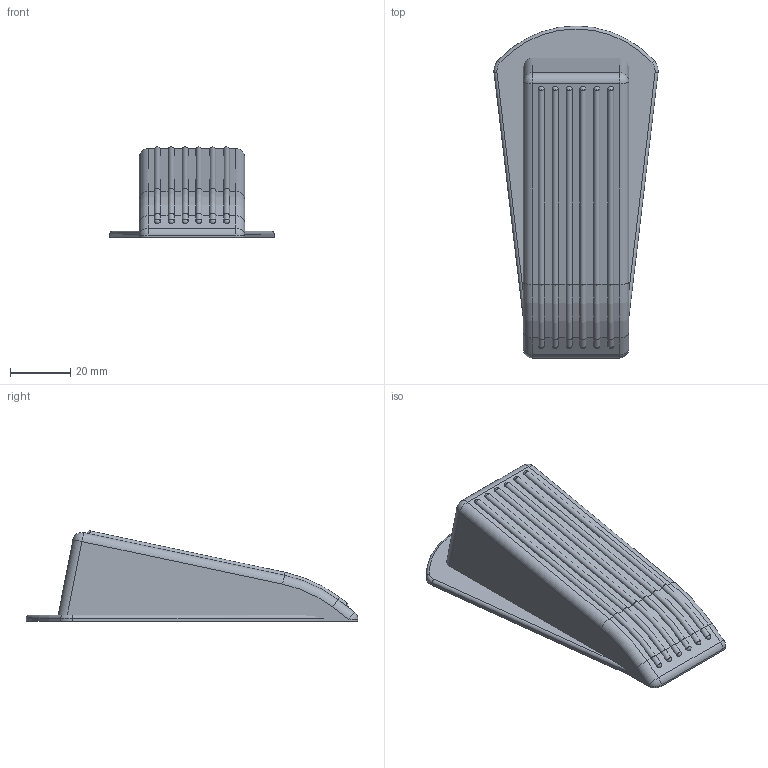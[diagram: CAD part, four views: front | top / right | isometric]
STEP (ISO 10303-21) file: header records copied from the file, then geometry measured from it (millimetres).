
FILE_DESCRIPTION(/* description */ (''),/* implementation_level */ '2;1');
FILE_NAME(/* name */ 'Day 8 - Rubber Door Stopper v2.step',/* time_stamp */ '2025-10-16T20:56:16-04:00',/* author */ (''),/* organization */ (''),/* preprocessor_version */ 'ST-DEVELOPER v20.1',/* originating_system */ 'Autodesk Translation Framework v14.10.0.0',/* authorisation */ '');
FILE_SCHEMA (('AUTOMOTIVE_DESIGN { 1 0 10303 214 3 1 1 }'));
Length unit declared in the file: millimetre
Products named in the file (1): Day 8 - Rubber Door Stopper
Bounding box: 54.54 x 110.29 x 29.95 mm (x, y, z)
Volume: 18560.8 mm3; surface area: 19717.5 mm2
Topology: 2 solids, 2 shells, 100 faces, 237 edges, 136 vertices
Faces by surface type: cylinder 45, sphere 20, plane 20, torus 13, bspline 2
Entity records: 2879 total; most frequent: DIRECTION 542, CARTESIAN_POINT 502, ORIENTED_EDGE 462, EDGE_CURVE 231, AXIS2_PLACEMENT_3D 216, VERTEX_POINT 136, CIRCLE 111, LINE 110
